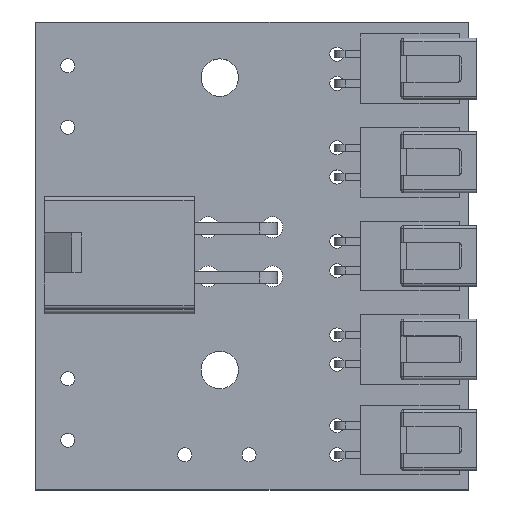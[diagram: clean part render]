
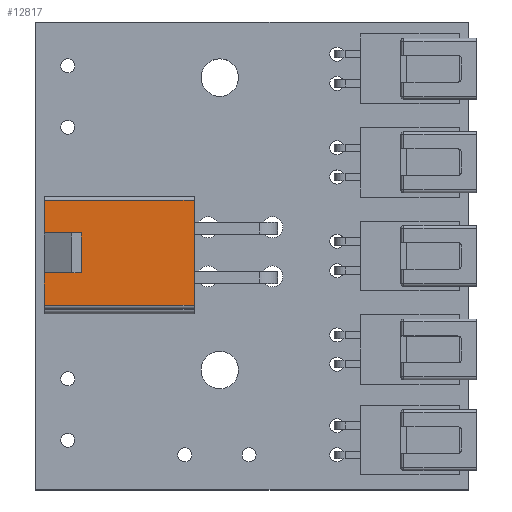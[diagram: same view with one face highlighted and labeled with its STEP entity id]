
A CAD part, top view. The second image highlights one B-rep face of the part: STEP entity #12817.
In plain terms, the highlighted face is planar.
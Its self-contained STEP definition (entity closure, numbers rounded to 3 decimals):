
#11682 = PLANE('',#11683);
#11683 = AXIS2_PLACEMENT_3D('',#11684,#11685,#11686);
#11684 = CARTESIAN_POINT('',(0.,0.,-12.8));
#11685 = DIRECTION('',(0.,0.,-1.));
#11686 = DIRECTION('',(0.,-1.,0.));
#11737 = PLANE('',#11738);
#11738 = AXIS2_PLACEMENT_3D('',#11739,#11740,#11741);
#11739 = CARTESIAN_POINT('',(0.,0.,0.));
#11740 = DIRECTION('',(0.,0.,-1.));
#11741 = DIRECTION('',(0.,-1.,0.));
#11753 = VERTEX_POINT('',#11754);
#11754 = CARTESIAN_POINT('',(-1.7,10.,0.));
#11755 = VERTEX_POINT('',#11756);
#11756 = CARTESIAN_POINT('',(1.7,10.,0.));
#11782 = EDGE_CURVE('',#11755,#11783,#11785,.T.);
#11783 = VERTEX_POINT('',#11784);
#11784 = CARTESIAN_POINT('',(4.5,10.,0.));
#11785 = SURFACE_CURVE('',#11786,(#11790,#11797),.PCURVE_S1.);
#11786 = LINE('',#11787,#11788);
#11787 = CARTESIAN_POINT('',(1.7,10.,0.));
#11788 = VECTOR('',#11789,1.);
#11789 = DIRECTION('',(1.,0.,0.));
#11790 = PCURVE('',#11737,#11791);
#11791 = DEFINITIONAL_REPRESENTATION('',(#11792),#11796);
#11792 = LINE('',#11793,#11794);
#11793 = CARTESIAN_POINT('',(-10.,-1.7));
#11794 = VECTOR('',#11795,1.);
#11795 = DIRECTION('',(0.,-1.));
#11796 = ( GEOMETRIC_REPRESENTATION_CONTEXT(2) 
PARAMETRIC_REPRESENTATION_CONTEXT() REPRESENTATION_CONTEXT('2D SPACE',''
  ) );
#11797 = PCURVE('',#11798,#11803);
#11798 = PLANE('',#11799);
#11799 = AXIS2_PLACEMENT_3D('',#11800,#11801,#11802);
#11800 = CARTESIAN_POINT('',(-4.8,10.,0.));
#11801 = DIRECTION('',(0.,1.,0.));
#11802 = DIRECTION('',(1.,0.,-0.));
#11803 = DEFINITIONAL_REPRESENTATION('',(#11804),#11808);
#11804 = LINE('',#11805,#11806);
#11805 = CARTESIAN_POINT('',(6.5,0.));
#11806 = VECTOR('',#11807,1.);
#11807 = DIRECTION('',(1.,0.));
#11808 = ( GEOMETRIC_REPRESENTATION_CONTEXT(2) 
PARAMETRIC_REPRESENTATION_CONTEXT() REPRESENTATION_CONTEXT('2D SPACE',''
  ) );
#11831 = CYLINDRICAL_SURFACE('',#11832,0.3);
#11832 = AXIS2_PLACEMENT_3D('',#11833,#11834,#11835);
#11833 = CARTESIAN_POINT('',(4.5,9.7,-12.816));
#11834 = DIRECTION('',(0.,0.,-1.));
#11835 = DIRECTION('',(0.,1.,0.));
#12035 = VERTEX_POINT('',#12036);
#12036 = CARTESIAN_POINT('',(-4.5,10.,0.));
#12055 = CYLINDRICAL_SURFACE('',#12056,0.3);
#12056 = AXIS2_PLACEMENT_3D('',#12057,#12058,#12059);
#12057 = CARTESIAN_POINT('',(-4.5,9.7,-12.816));
#12058 = DIRECTION('',(-0.,0.,-1.));
#12059 = DIRECTION('',(-1.,0.,0.));
#12067 = EDGE_CURVE('',#12035,#11753,#12068,.T.);
#12068 = SURFACE_CURVE('',#12069,(#12073,#12080),.PCURVE_S1.);
#12069 = LINE('',#12070,#12071);
#12070 = CARTESIAN_POINT('',(-4.5,10.,0.));
#12071 = VECTOR('',#12072,1.);
#12072 = DIRECTION('',(1.,0.,0.));
#12073 = PCURVE('',#11737,#12074);
#12074 = DEFINITIONAL_REPRESENTATION('',(#12075),#12079);
#12075 = LINE('',#12076,#12077);
#12076 = CARTESIAN_POINT('',(-10.,4.5));
#12077 = VECTOR('',#12078,1.);
#12078 = DIRECTION('',(0.,-1.));
#12079 = ( GEOMETRIC_REPRESENTATION_CONTEXT(2) 
PARAMETRIC_REPRESENTATION_CONTEXT() REPRESENTATION_CONTEXT('2D SPACE',''
  ) );
#12080 = PCURVE('',#11798,#12081);
#12081 = DEFINITIONAL_REPRESENTATION('',(#12082),#12086);
#12082 = LINE('',#12083,#12084);
#12083 = CARTESIAN_POINT('',(0.3,0.));
#12084 = VECTOR('',#12085,1.);
#12085 = DIRECTION('',(1.,0.));
#12086 = ( GEOMETRIC_REPRESENTATION_CONTEXT(2) 
PARAMETRIC_REPRESENTATION_CONTEXT() REPRESENTATION_CONTEXT('2D SPACE',''
  ) );
#12675 = PLANE('',#12676);
#12676 = AXIS2_PLACEMENT_3D('',#12677,#12678,#12679);
#12677 = CARTESIAN_POINT('',(1.7,0.,0.));
#12678 = DIRECTION('',(1.,0.,0.));
#12679 = DIRECTION('',(0.,1.,-0.));
#12729 = PLANE('',#12730);
#12730 = AXIS2_PLACEMENT_3D('',#12731,#12732,#12733);
#12731 = CARTESIAN_POINT('',(-1.7,0.,0.));
#12732 = DIRECTION('',(1.,0.,0.));
#12733 = DIRECTION('',(0.,1.,-0.));
#12745 = EDGE_CURVE('',#11753,#12746,#12748,.T.);
#12746 = VERTEX_POINT('',#12747);
#12747 = CARTESIAN_POINT('',(-1.7,10.,-3.05));
#12748 = SURFACE_CURVE('',#12749,(#12753,#12760),.PCURVE_S1.);
#12749 = LINE('',#12750,#12751);
#12750 = CARTESIAN_POINT('',(-1.7,10.,0.));
#12751 = VECTOR('',#12752,1.);
#12752 = DIRECTION('',(0.,0.,-1.));
#12753 = PCURVE('',#12729,#12754);
#12754 = DEFINITIONAL_REPRESENTATION('',(#12755),#12759);
#12755 = LINE('',#12756,#12757);
#12756 = CARTESIAN_POINT('',(10.,0.));
#12757 = VECTOR('',#12758,1.);
#12758 = DIRECTION('',(0.,-1.));
#12759 = ( GEOMETRIC_REPRESENTATION_CONTEXT(2) 
PARAMETRIC_REPRESENTATION_CONTEXT() REPRESENTATION_CONTEXT('2D SPACE',''
  ) );
#12760 = PCURVE('',#11798,#12761);
#12761 = DEFINITIONAL_REPRESENTATION('',(#12762),#12766);
#12762 = LINE('',#12763,#12764);
#12763 = CARTESIAN_POINT('',(3.1,0.));
#12764 = VECTOR('',#12765,1.);
#12765 = DIRECTION('',(0.,1.));
#12766 = ( GEOMETRIC_REPRESENTATION_CONTEXT(2) 
PARAMETRIC_REPRESENTATION_CONTEXT() REPRESENTATION_CONTEXT('2D SPACE',''
  ) );
#12784 = PLANE('',#12785);
#12785 = AXIS2_PLACEMENT_3D('',#12786,#12787,#12788);
#12786 = CARTESIAN_POINT('',(-1.7,10.,-3.05));
#12787 = DIRECTION('',(0.,-0.087,-0.996));
#12788 = DIRECTION('',(0.,-0.996,0.087));
#12817 = ADVANCED_FACE('',(#12818),#11798,.T.);
#12818 = FACE_BOUND('',#12819,.T.);
#12819 = EDGE_LOOP('',(#12820,#12843,#12864,#12865,#12888,#12911,#12932,
    #12933));
#12820 = ORIENTED_EDGE('',*,*,#12821,.T.);
#12821 = EDGE_CURVE('',#12746,#12822,#12824,.T.);
#12822 = VERTEX_POINT('',#12823);
#12823 = CARTESIAN_POINT('',(1.7,10.,-3.05));
#12824 = SURFACE_CURVE('',#12825,(#12829,#12836),.PCURVE_S1.);
#12825 = LINE('',#12826,#12827);
#12826 = CARTESIAN_POINT('',(-1.7,10.,-3.05));
#12827 = VECTOR('',#12828,1.);
#12828 = DIRECTION('',(1.,0.,0.));
#12829 = PCURVE('',#11798,#12830);
#12830 = DEFINITIONAL_REPRESENTATION('',(#12831),#12835);
#12831 = LINE('',#12832,#12833);
#12832 = CARTESIAN_POINT('',(3.1,3.05));
#12833 = VECTOR('',#12834,1.);
#12834 = DIRECTION('',(1.,0.));
#12835 = ( GEOMETRIC_REPRESENTATION_CONTEXT(2) 
PARAMETRIC_REPRESENTATION_CONTEXT() REPRESENTATION_CONTEXT('2D SPACE',''
  ) );
#12836 = PCURVE('',#12784,#12837);
#12837 = DEFINITIONAL_REPRESENTATION('',(#12838),#12842);
#12838 = LINE('',#12839,#12840);
#12839 = CARTESIAN_POINT('',(0.,0.));
#12840 = VECTOR('',#12841,1.);
#12841 = DIRECTION('',(0.,-1.));
#12842 = ( GEOMETRIC_REPRESENTATION_CONTEXT(2) 
PARAMETRIC_REPRESENTATION_CONTEXT() REPRESENTATION_CONTEXT('2D SPACE',''
  ) );
#12843 = ORIENTED_EDGE('',*,*,#12844,.F.);
#12844 = EDGE_CURVE('',#11755,#12822,#12845,.T.);
#12845 = SURFACE_CURVE('',#12846,(#12850,#12857),.PCURVE_S1.);
#12846 = LINE('',#12847,#12848);
#12847 = CARTESIAN_POINT('',(1.7,10.,0.));
#12848 = VECTOR('',#12849,1.);
#12849 = DIRECTION('',(0.,0.,-1.));
#12850 = PCURVE('',#11798,#12851);
#12851 = DEFINITIONAL_REPRESENTATION('',(#12852),#12856);
#12852 = LINE('',#12853,#12854);
#12853 = CARTESIAN_POINT('',(6.5,0.));
#12854 = VECTOR('',#12855,1.);
#12855 = DIRECTION('',(0.,1.));
#12856 = ( GEOMETRIC_REPRESENTATION_CONTEXT(2) 
PARAMETRIC_REPRESENTATION_CONTEXT() REPRESENTATION_CONTEXT('2D SPACE',''
  ) );
#12857 = PCURVE('',#12675,#12858);
#12858 = DEFINITIONAL_REPRESENTATION('',(#12859),#12863);
#12859 = LINE('',#12860,#12861);
#12860 = CARTESIAN_POINT('',(10.,0.));
#12861 = VECTOR('',#12862,1.);
#12862 = DIRECTION('',(0.,-1.));
#12863 = ( GEOMETRIC_REPRESENTATION_CONTEXT(2) 
PARAMETRIC_REPRESENTATION_CONTEXT() REPRESENTATION_CONTEXT('2D SPACE',''
  ) );
#12864 = ORIENTED_EDGE('',*,*,#11782,.T.);
#12865 = ORIENTED_EDGE('',*,*,#12866,.F.);
#12866 = EDGE_CURVE('',#12867,#11783,#12869,.T.);
#12867 = VERTEX_POINT('',#12868);
#12868 = CARTESIAN_POINT('',(4.5,10.,-12.8));
#12869 = SURFACE_CURVE('',#12870,(#12874,#12881),.PCURVE_S1.);
#12870 = LINE('',#12871,#12872);
#12871 = CARTESIAN_POINT('',(4.5,10.,-12.8));
#12872 = VECTOR('',#12873,1.);
#12873 = DIRECTION('',(0.,0.,1.));
#12874 = PCURVE('',#11798,#12875);
#12875 = DEFINITIONAL_REPRESENTATION('',(#12876),#12880);
#12876 = LINE('',#12877,#12878);
#12877 = CARTESIAN_POINT('',(9.3,12.8));
#12878 = VECTOR('',#12879,1.);
#12879 = DIRECTION('',(0.,-1.));
#12880 = ( GEOMETRIC_REPRESENTATION_CONTEXT(2) 
PARAMETRIC_REPRESENTATION_CONTEXT() REPRESENTATION_CONTEXT('2D SPACE',''
  ) );
#12881 = PCURVE('',#11831,#12882);
#12882 = DEFINITIONAL_REPRESENTATION('',(#12883),#12887);
#12883 = LINE('',#12884,#12885);
#12884 = CARTESIAN_POINT('',(0.,-0.016));
#12885 = VECTOR('',#12886,1.);
#12886 = DIRECTION('',(0.,-1.));
#12887 = ( GEOMETRIC_REPRESENTATION_CONTEXT(2) 
PARAMETRIC_REPRESENTATION_CONTEXT() REPRESENTATION_CONTEXT('2D SPACE',''
  ) );
#12888 = ORIENTED_EDGE('',*,*,#12889,.F.);
#12889 = EDGE_CURVE('',#12890,#12867,#12892,.T.);
#12890 = VERTEX_POINT('',#12891);
#12891 = CARTESIAN_POINT('',(-4.5,10.,-12.8));
#12892 = SURFACE_CURVE('',#12893,(#12897,#12904),.PCURVE_S1.);
#12893 = LINE('',#12894,#12895);
#12894 = CARTESIAN_POINT('',(-4.5,10.,-12.8));
#12895 = VECTOR('',#12896,1.);
#12896 = DIRECTION('',(1.,0.,0.));
#12897 = PCURVE('',#11798,#12898);
#12898 = DEFINITIONAL_REPRESENTATION('',(#12899),#12903);
#12899 = LINE('',#12900,#12901);
#12900 = CARTESIAN_POINT('',(0.3,12.8));
#12901 = VECTOR('',#12902,1.);
#12902 = DIRECTION('',(1.,0.));
#12903 = ( GEOMETRIC_REPRESENTATION_CONTEXT(2) 
PARAMETRIC_REPRESENTATION_CONTEXT() REPRESENTATION_CONTEXT('2D SPACE',''
  ) );
#12904 = PCURVE('',#11682,#12905);
#12905 = DEFINITIONAL_REPRESENTATION('',(#12906),#12910);
#12906 = LINE('',#12907,#12908);
#12907 = CARTESIAN_POINT('',(-10.,4.5));
#12908 = VECTOR('',#12909,1.);
#12909 = DIRECTION('',(0.,-1.));
#12910 = ( GEOMETRIC_REPRESENTATION_CONTEXT(2) 
PARAMETRIC_REPRESENTATION_CONTEXT() REPRESENTATION_CONTEXT('2D SPACE',''
  ) );
#12911 = ORIENTED_EDGE('',*,*,#12912,.T.);
#12912 = EDGE_CURVE('',#12890,#12035,#12913,.T.);
#12913 = SURFACE_CURVE('',#12914,(#12918,#12925),.PCURVE_S1.);
#12914 = LINE('',#12915,#12916);
#12915 = CARTESIAN_POINT('',(-4.5,10.,-12.8));
#12916 = VECTOR('',#12917,1.);
#12917 = DIRECTION('',(0.,0.,1.));
#12918 = PCURVE('',#11798,#12919);
#12919 = DEFINITIONAL_REPRESENTATION('',(#12920),#12924);
#12920 = LINE('',#12921,#12922);
#12921 = CARTESIAN_POINT('',(0.3,12.8));
#12922 = VECTOR('',#12923,1.);
#12923 = DIRECTION('',(0.,-1.));
#12924 = ( GEOMETRIC_REPRESENTATION_CONTEXT(2) 
PARAMETRIC_REPRESENTATION_CONTEXT() REPRESENTATION_CONTEXT('2D SPACE',''
  ) );
#12925 = PCURVE('',#12055,#12926);
#12926 = DEFINITIONAL_REPRESENTATION('',(#12927),#12931);
#12927 = LINE('',#12928,#12929);
#12928 = CARTESIAN_POINT('',(1.571,-0.016));
#12929 = VECTOR('',#12930,1.);
#12930 = DIRECTION('',(0.,-1.));
#12931 = ( GEOMETRIC_REPRESENTATION_CONTEXT(2) 
PARAMETRIC_REPRESENTATION_CONTEXT() REPRESENTATION_CONTEXT('2D SPACE',''
  ) );
#12932 = ORIENTED_EDGE('',*,*,#12067,.T.);
#12933 = ORIENTED_EDGE('',*,*,#12745,.T.);
